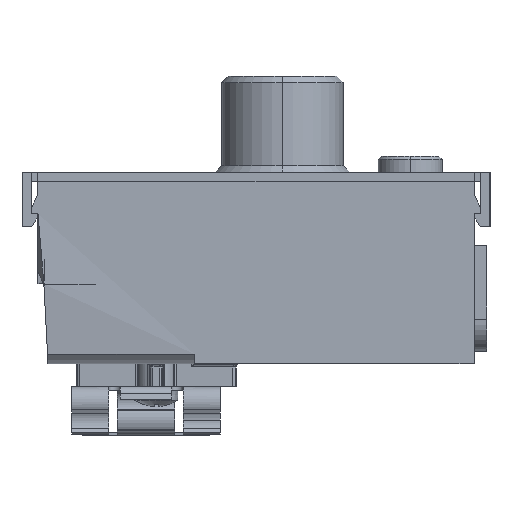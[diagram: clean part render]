
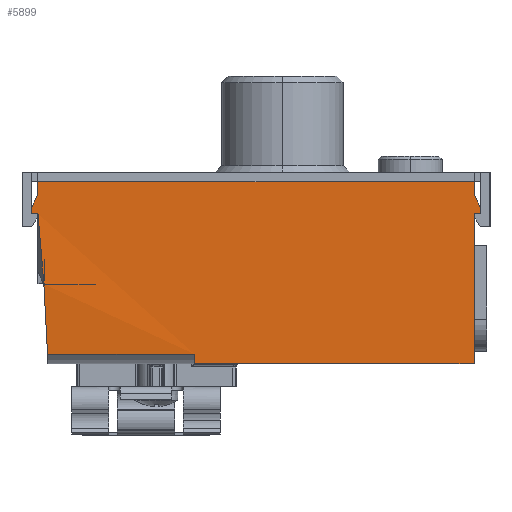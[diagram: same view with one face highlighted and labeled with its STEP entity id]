
A CAD part, left-side view. The second image highlights one B-rep face of the part: STEP entity #5899.
In plain terms, the highlighted planar face has unit normal (-1, 0, 0).
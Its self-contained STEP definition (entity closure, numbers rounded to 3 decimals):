
#707 = VECTOR ( 'NONE', #16401, 1000. ) ;
#1133 = EDGE_CURVE ( 'NONE', #8612, #24538, #25690, .T. ) ;
#1754 = EDGE_CURVE ( 'NONE', #24306, #24809, #22984, .T. ) ;
#1760 = EDGE_CURVE ( 'NONE', #24420, #24816, #22994, .T. ) ;
#1764 = EDGE_CURVE ( 'NONE', #24353, #24345, #23012, .T. ) ;
#1768 = EDGE_CURVE ( 'NONE', #24295, #24420, #23021, .T. ) ;
#1770 = EDGE_CURVE ( 'NONE', #24816, #24457, #23037, .T. ) ;
#1773 = EDGE_CURVE ( 'NONE', #24345, #24745, #23046, .T. ) ;
#1776 = EDGE_CURVE ( 'NONE', #24747, #24353, #23055, .T. ) ;
#1779 = EDGE_CURVE ( 'NONE', #24717, #24291, #23064, .T. ) ;
#1984 = EDGE_CURVE ( 'NONE', #24538, #24295, #21773, .T. ) ;
#1986 = EDGE_CURVE ( 'NONE', #24457, #24717, #21795, .T. ) ;
#2041 = EDGE_CURVE ( 'NONE', #24291, #24747, #21962, .T. ) ;
#2043 = EDGE_CURVE ( 'NONE', #24745, #24814, #21968, .T. ) ;
#2055 = EDGE_CURVE ( 'NONE', #24814, #24306, #22004, .T. ) ;
#3379 = CARTESIAN_POINT ( 'NONE',  ( -79., 66.75, 1.5 ) ) ;
#5352 = EDGE_LOOP ( 'NONE', ( #6042, #6041, #6040, #6039, #6038, #6037, #6036, #6035, #6034, #6033, #6032, #6031, #6030, #6029, #6028 ) ) ;
#5899 = ADVANCED_FACE ( 'NONE', ( #17777 ), #17784, .F. ) ;
#6028 = ORIENTED_EDGE ( 'NONE', *, *, #1133, .F. ) ;
#6029 = ORIENTED_EDGE ( 'NONE', *, *, #1984, .F. ) ;
#6030 = ORIENTED_EDGE ( 'NONE', *, *, #1768, .F. ) ;
#6031 = ORIENTED_EDGE ( 'NONE', *, *, #1760, .F. ) ;
#6032 = ORIENTED_EDGE ( 'NONE', *, *, #1770, .F. ) ;
#6033 = ORIENTED_EDGE ( 'NONE', *, *, #1986, .F. ) ;
#6034 = ORIENTED_EDGE ( 'NONE', *, *, #1779, .F. ) ;
#6035 = ORIENTED_EDGE ( 'NONE', *, *, #2041, .F. ) ;
#6036 = ORIENTED_EDGE ( 'NONE', *, *, #1776, .F. ) ;
#6037 = ORIENTED_EDGE ( 'NONE', *, *, #1764, .F. ) ;
#6038 = ORIENTED_EDGE ( 'NONE', *, *, #1773, .F. ) ;
#6039 = ORIENTED_EDGE ( 'NONE', *, *, #2043, .F. ) ;
#6040 = ORIENTED_EDGE ( 'NONE', *, *, #2055, .F. ) ;
#6041 = ORIENTED_EDGE ( 'NONE', *, *, #1754, .F. ) ;
#6042 = ORIENTED_EDGE ( 'NONE', *, *, #6326, .F. ) ;
#6326 = EDGE_CURVE ( 'NONE', #24809, #8612, #16399, .T. ) ;
#8612 = VERTEX_POINT ( 'NONE', #3379 ) ;
#14305 = CARTESIAN_POINT ( 'NONE',  ( -79., 0., 28.5 ) ) ;
#14313 = CARTESIAN_POINT ( 'NONE',  ( -79., 68.25, 23.5 ) ) ;
#14335 = CARTESIAN_POINT ( 'NONE',  ( -79., 43.75, 0. ) ) ;
#14409 = CARTESIAN_POINT ( 'NONE',  ( -79., -1., 23.5 ) ) ;
#14424 = CARTESIAN_POINT ( 'NONE',  ( -79., -1., 24.5 ) ) ;
#14551 = CARTESIAN_POINT ( 'NONE',  ( -79., 69.25, 23.5 ) ) ;
#14625 = CARTESIAN_POINT ( 'NONE',  ( -79., 68.25, 26.5 ) ) ;
#14787 = CARTESIAN_POINT ( 'NONE',  ( -79.439, 67.328, 12.475 ) ) ;
#15103 = CARTESIAN_POINT ( 'NONE',  ( -79., 68.25, 28.5 ) ) ;
#15131 = CARTESIAN_POINT ( 'NONE',  ( -79., 0., 23.5 ) ) ;
#15133 = CARTESIAN_POINT ( 'NONE',  ( -79., 0., 26.5 ) ) ;
#15195 = CARTESIAN_POINT ( 'NONE',  ( -79., 43.75, 1.5 ) ) ;
#15200 = CARTESIAN_POINT ( 'NONE',  ( -79., 0., 0. ) ) ;
#15202 = CARTESIAN_POINT ( 'NONE',  ( -79., 69.25, 24.5 ) ) ;
#16399 = LINE ( 'NONE', #16400, #707 ) ;
#16400 = CARTESIAN_POINT ( 'NONE',  ( -79., 1.5, 1.5 ) ) ;
#16401 = DIRECTION ( 'NONE',  ( 0., 1., 0. ) ) ;
#17777 = FACE_OUTER_BOUND ( 'NONE', #5352, .T. ) ;
#17780 = DIRECTION ( 'NONE',  ( 1., 0., 0. ) ) ;
#17782 = CARTESIAN_POINT ( 'NONE',  ( -79., 1.5, 28.5 ) ) ;
#17784 = PLANE ( 'NONE',  #30032 ) ;
#17786 = DIRECTION ( 'NONE',  ( 0., 0., -1. ) ) ;
#21761 = CARTESIAN_POINT ( 'NONE',  ( -79., 68.25, 0. ) ) ;
#21773 = LINE ( 'NONE', #21761, #28886 ) ;
#21790 = DIRECTION ( 'NONE',  ( 0., 0., 1. ) ) ;
#21795 = LINE ( 'NONE', #21796, #28883 ) ;
#21796 = CARTESIAN_POINT ( 'NONE',  ( -79., 68.25, 0. ) ) ;
#21797 = DIRECTION ( 'NONE',  ( 0., 0., 1. ) ) ;
#21962 = LINE ( 'NONE', #21963, #28814 ) ;
#21963 = CARTESIAN_POINT ( 'NONE',  ( -79., 0., 0. ) ) ;
#21964 = DIRECTION ( 'NONE',  ( 0., 0., -1. ) ) ;
#21968 = LINE ( 'NONE', #21969, #28812 ) ;
#21969 = CARTESIAN_POINT ( 'NONE',  ( -79., 0., 0. ) ) ;
#21970 = DIRECTION ( 'NONE',  ( 0., 0., -1. ) ) ;
#22004 = LINE ( 'NONE', #22005, #28800 ) ;
#22005 = CARTESIAN_POINT ( 'NONE',  ( -79., 34.125, 0. ) ) ;
#22006 = DIRECTION ( 'NONE',  ( 0., 1., 0. ) ) ;
#22984 = LINE ( 'NONE', #22990, #29133 ) ;
#22990 = CARTESIAN_POINT ( 'NONE',  ( -79., 43.75, -2.619 ) ) ;
#22992 = DIRECTION ( 'NONE',  ( 0., 0., 1. ) ) ;
#22994 = LINE ( 'NONE', #23008, #29131 ) ;
#23008 = CARTESIAN_POINT ( 'NONE',  ( -79., 69.25, 25. ) ) ;
#23010 = DIRECTION ( 'NONE',  ( 0., 0., 1. ) ) ;
#23012 = LINE ( 'NONE', #23020, #29125 ) ;
#23020 = CARTESIAN_POINT ( 'NONE',  ( -79., -1., 25. ) ) ;
#23021 = LINE ( 'NONE', #23032, #29122 ) ;
#23022 = DIRECTION ( 'NONE',  ( 0., 0., -1. ) ) ;
#23032 = CARTESIAN_POINT ( 'NONE',  ( -79., 68.25, 23.5 ) ) ;
#23033 = DIRECTION ( 'NONE',  ( 0., 1., 0. ) ) ;
#23037 = LINE ( 'NONE', #23038, #29118 ) ;
#23038 = CARTESIAN_POINT ( 'NONE',  ( -79., 68.75, 25.5 ) ) ;
#23039 = DIRECTION ( 'NONE',  ( 0., -0.447, 0.894 ) ) ;
#23046 = LINE ( 'NONE', #23047, #29115 ) ;
#23047 = CARTESIAN_POINT ( 'NONE',  ( -79., 0., 23.5 ) ) ;
#23048 = DIRECTION ( 'NONE',  ( 0., 1., 0. ) ) ;
#23055 = LINE ( 'NONE', #23056, #29112 ) ;
#23056 = CARTESIAN_POINT ( 'NONE',  ( -79., -0.5, 25.5 ) ) ;
#23057 = DIRECTION ( 'NONE',  ( 0., -0.447, -0.894 ) ) ;
#23064 = LINE ( 'NONE', #23065, #29109 ) ;
#23065 = CARTESIAN_POINT ( 'NONE',  ( -79., 34.125, 28.5 ) ) ;
#23066 = DIRECTION ( 'NONE',  ( 0., -1., 0. ) ) ;
#24291 = VERTEX_POINT ( 'NONE', #14305 ) ;
#24295 = VERTEX_POINT ( 'NONE', #14313 ) ;
#24306 = VERTEX_POINT ( 'NONE', #14335 ) ;
#24345 = VERTEX_POINT ( 'NONE', #14409 ) ;
#24353 = VERTEX_POINT ( 'NONE', #14424 ) ;
#24420 = VERTEX_POINT ( 'NONE', #14551 ) ;
#24457 = VERTEX_POINT ( 'NONE', #14625 ) ;
#24538 = VERTEX_POINT ( 'NONE', #14787 ) ;
#24717 = VERTEX_POINT ( 'NONE', #15103 ) ;
#24745 = VERTEX_POINT ( 'NONE', #15131 ) ;
#24747 = VERTEX_POINT ( 'NONE', #15133 ) ;
#24809 = VERTEX_POINT ( 'NONE', #15195 ) ;
#24814 = VERTEX_POINT ( 'NONE', #15200 ) ;
#24816 = VERTEX_POINT ( 'NONE', #15202 ) ;
#25682 = CARTESIAN_POINT ( 'NONE',  ( -79., 66.75, 28.5 ) ) ;
#25690 = LINE ( 'NONE', #25682, #29246 ) ;
#25699 = DIRECTION ( 'NONE',  ( 0., 0., 1. ) ) ;
#28800 = VECTOR ( 'NONE', #22006, 1000. ) ;
#28812 = VECTOR ( 'NONE', #21970, 1000. ) ;
#28814 = VECTOR ( 'NONE', #21964, 1000. ) ;
#28883 = VECTOR ( 'NONE', #21797, 1000. ) ;
#28886 = VECTOR ( 'NONE', #21790, 1000. ) ;
#29109 = VECTOR ( 'NONE', #23066, 1000. ) ;
#29112 = VECTOR ( 'NONE', #23057, 1000. ) ;
#29115 = VECTOR ( 'NONE', #23048, 1000. ) ;
#29118 = VECTOR ( 'NONE', #23039, 1000. ) ;
#29122 = VECTOR ( 'NONE', #23033, 1000. ) ;
#29125 = VECTOR ( 'NONE', #23022, 1000. ) ;
#29131 = VECTOR ( 'NONE', #23010, 1000. ) ;
#29133 = VECTOR ( 'NONE', #22992, 1000. ) ;
#29246 = VECTOR ( 'NONE', #25699, 1000. ) ;
#30032 = AXIS2_PLACEMENT_3D ( 'NONE', #17782, #17780, #17786 ) ;
